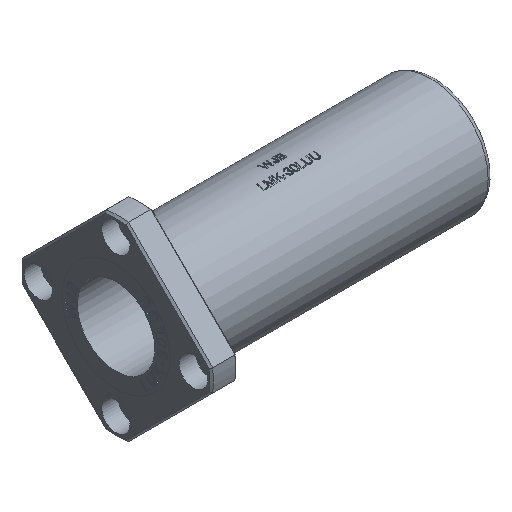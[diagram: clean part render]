
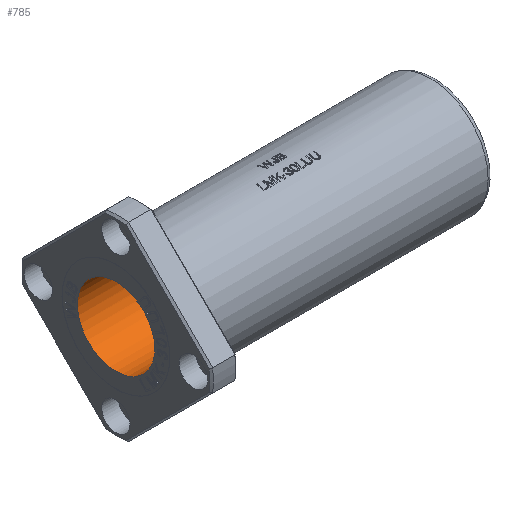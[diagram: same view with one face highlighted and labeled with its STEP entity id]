
A CAD part, isometric view. The second image highlights one B-rep face of the part: STEP entity #785.
In plain terms, the highlighted cylindrical face has radius 15 mm (diameter 30 mm), a full revolution.
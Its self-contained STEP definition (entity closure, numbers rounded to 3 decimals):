
#785=ADVANCED_FACE('',(#1739,#1740),#1145,.F.);
#1145=CYLINDRICAL_SURFACE('',#6799,15.);
#1269=B_SPLINE_CURVE_WITH_KNOTS('',3,(#9831,#9832,#9833,#9834,#9835,#9836,
#9837,#9838,#9839,#9840),.UNSPECIFIED.,.F.,.F.,(4,2,2,2,4),(0.,0.25,0.5,
0.75,1.),.UNSPECIFIED.);
#1270=B_SPLINE_CURVE_WITH_KNOTS('',3,(#9843,#9844,#9845,#9846,#9847,#9848,
#9849,#9850,#9851,#9852),.UNSPECIFIED.,.F.,.F.,(4,2,2,2,4),(0.,0.25,0.5,
0.75,1.),.UNSPECIFIED.);
#1739=FACE_BOUND('',#1853,.T.);
#1740=FACE_BOUND('',#1854,.T.);
#1853=EDGE_LOOP('',(#2596));
#1854=EDGE_LOOP('',(#2597,#2598));
#2266=CIRCLE('',#6781,15.);
#2596=ORIENTED_EDGE('',*,*,#4938,.F.);
#2597=ORIENTED_EDGE('',*,*,#5044,.F.);
#2598=ORIENTED_EDGE('',*,*,#5043,.F.);
#4301=VERTEX_POINT('',#9364);
#4406=VERTEX_POINT('',#9841);
#4407=VERTEX_POINT('',#9842);
#4938=EDGE_CURVE('',#4301,#4301,#2266,.T.);
#5043=EDGE_CURVE('',#4406,#4407,#1269,.T.);
#5044=EDGE_CURVE('',#4407,#4406,#1270,.T.);
#6781=AXIS2_PLACEMENT_3D('',#9363,#7226,#7227);
#6799=AXIS2_PLACEMENT_3D('',#10131,#7351,#7352);
#7226=DIRECTION('',(-1.,0.,0.));
#7227=DIRECTION('',(0.,0.,-1.));
#7351=DIRECTION('',(-1.,0.,0.));
#7352=DIRECTION('',(0.,0.,1.));
#9363=CARTESIAN_POINT('',(122.9,0.,0.));
#9364=CARTESIAN_POINT('',(122.9,0.,-15.));
#9831=CARTESIAN_POINT('',(0.1,0.,-15.));
#9832=CARTESIAN_POINT('',(0.1,3.979,-15.));
#9833=CARTESIAN_POINT('',(0.1,7.794,-13.419));
#9834=CARTESIAN_POINT('',(0.1,13.419,-7.794));
#9835=CARTESIAN_POINT('',(0.1,15.,-3.977));
#9836=CARTESIAN_POINT('',(0.1,15.,3.977));
#9837=CARTESIAN_POINT('',(0.1,13.419,7.794));
#9838=CARTESIAN_POINT('',(0.1,7.794,13.419));
#9839=CARTESIAN_POINT('',(0.1,3.98,15.));
#9840=CARTESIAN_POINT('',(0.1,0.,15.));
#9841=CARTESIAN_POINT('',(0.1,0.,-15.));
#9842=CARTESIAN_POINT('',(0.1,0.,15.));
#9843=CARTESIAN_POINT('',(0.1,0.,15.));
#9844=CARTESIAN_POINT('',(0.1,-3.979,15.));
#9845=CARTESIAN_POINT('',(0.1,-7.794,13.419));
#9846=CARTESIAN_POINT('',(0.1,-13.419,7.794));
#9847=CARTESIAN_POINT('',(0.1,-15.,3.977));
#9848=CARTESIAN_POINT('',(0.1,-15.,-3.977));
#9849=CARTESIAN_POINT('',(0.1,-13.419,-7.794));
#9850=CARTESIAN_POINT('',(0.1,-7.794,-13.419));
#9851=CARTESIAN_POINT('',(0.1,-3.98,-15.));
#9852=CARTESIAN_POINT('',(0.1,0.,-15.));
#10131=CARTESIAN_POINT('',(63.9,0.,0.));
